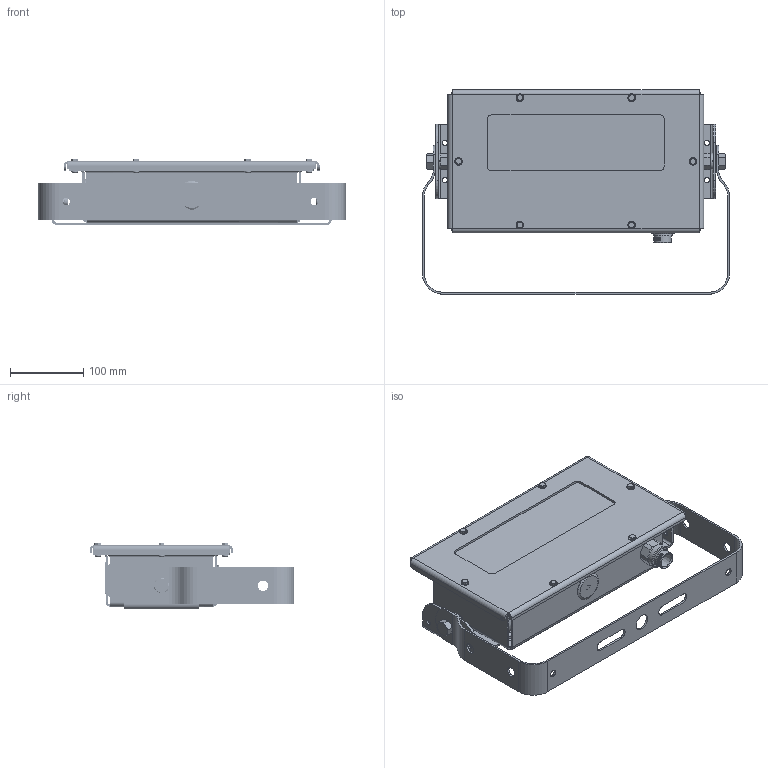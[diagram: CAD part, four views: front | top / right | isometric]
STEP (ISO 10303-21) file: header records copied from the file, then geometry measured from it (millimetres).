
FILE_DESCRIPTION(/* description */ ('KFLC ASSEMBLY'),/* implementation_level */ '2;1');
FILE_NAME(/* name */ 'KFLC.stp',/* time_stamp */ '2019-10-01T09:38:13-05:00',/* author */ ('mbednara'),/* organization */ (''),/* preprocessor_version */ 'ST-DEVELOPER v17',/* originating_system */ 'Autodesk Inventor 2018',/* authorisation */ '');
FILE_SCHEMA (('AUTOMOTIVE_DESIGN { 1 0 10303 214 3 1 1 }'));
Products named in the file (31): 23757; 23718; 23718_1; CLSS-024-3; 23718ACAB; 23718ADAB; 24071; 24072; 24070; 24073; LED 50W DIMMABLE; ANSI/ASME B18.2.1 - 1/2-13 UNC - 1; ASME B18.21.1 - 1/2; ASME B18.21.1 - 1/2. Carbon Steel; ANSI B18.2.2 - 1/2 - 13; 23719; MK 6/6 0620120000 ; 0720501B; LED-25W SERIES REV B; LED 30W STD DIMMABLE; FSP-20KA REV A; 23722; 23595; WAS075SS; 23756; SEE UG P/N 1003; Drawing in NX; SEE NX DWG 15722; 00398; SEE NX 20166.PRT; ANSI B18.6.3 - 10-24 UNC x 0.5
Assembly tree (49 placements, depth 3):
  23757
    23718
      23718_1
      CLSS-024-3  x6
      23718ACAB
      23718ADAB
    24071
    24072
    24070
    24073
    LED 50W DIMMABLE
    ANSI/ASME B18.2.1 - 1/2-13 UNC - 1  x2
    ASME B18.21.1 - 1/2  x2
    ASME B18.21.1 - 1/2. Carbon Steel  x2
    ANSI B18.2.2 - 1/2 - 13  x2
    23719
    MK 6/6 0620120000 
    WAS075SS  x3
    0720501B  x2
    LED-25W SERIES REV B
    LED 30W STD DIMMABLE
    FSP-20KA REV A
    23722
    23595
    23756
    SEE NX 20166.PRT  x3
    SEE UG P/N 1003
    Drawing in NX
    SEE NX DWG 15722
    00398
    ANSI B18.6.3 - 10-24 UNC x 0.5  x6
Bounding box: 419.1 x 278.57 x 89.97 mm (x, y, z)
Volume: 1929681.5 mm3; surface area: 1144752.8 mm2
Topology: 72 solids, 72 shells, 4476 faces, 12188 edges, 8079 vertices
Faces by surface type: plane 1964, cylinder 1267, bspline 808, torus 244, cone 183, sphere 10
Full cylindrical faces by diameter (mm): 0.7 x9, 2 x2, 2.032 x2, 2.05 x2, 2.474 x46, 2.59 x2, 2.65 x2, 2.794 x2, 2.946 x17, 3.175 x7, 3.353 x3, 3.45 x5, 3.454 x36, 3.505 x44, 3.68 x6, 3.797 x3, 4.394 x3, 4.521 x17, 4.6 x39, 4.762 x10, 4.826 x6, 5.105 x6, 5.197 x3, 5.2 x12, 5.558 x3, 5.74 x2, 6.325 x6, 6.35 x7, 6.5 x5, 6.667 x2
Entity records: 220156 total; most frequent: CARTESIAN_POINT 125462, ORIENTED_EDGE 20352, DIRECTION 16880, EDGE_CURVE 10176, VERTEX_POINT 6667, AXIS2_PLACEMENT_3D 5875, LINE 5130, VECTOR 5130
